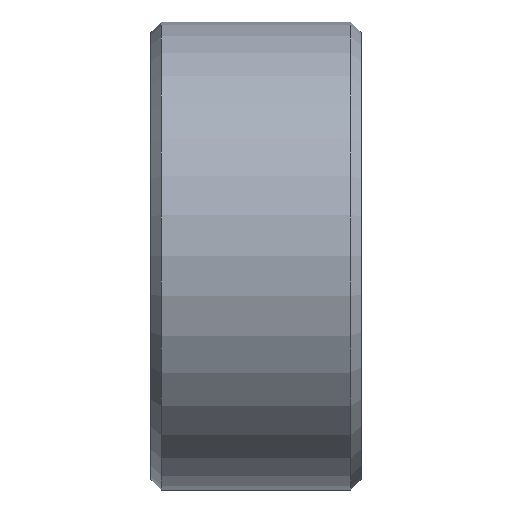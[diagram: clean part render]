
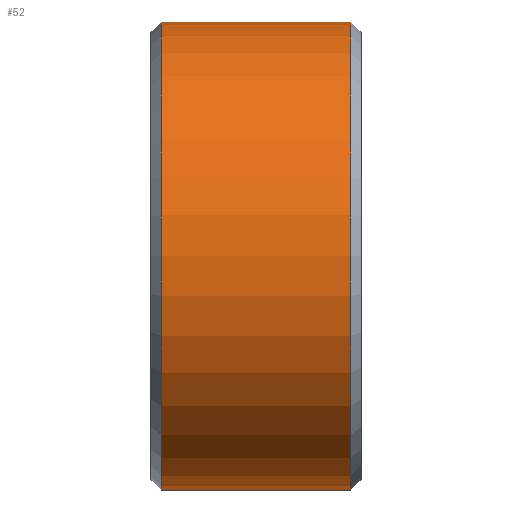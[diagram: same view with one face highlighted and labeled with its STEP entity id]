
A CAD part, top view. The second image highlights one B-rep face of the part: STEP entity #52.
In plain terms, the highlighted cylindrical face has radius 49 mm (diameter 98 mm), a partial arc.
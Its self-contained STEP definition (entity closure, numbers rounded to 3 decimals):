
#52=ADVANCED_FACE('',(#99),#100,.T.);
#99=FACE_OUTER_BOUND('',#195,.T.);
#100=CYLINDRICAL_SURFACE('',#196,49.0);
#195=EDGE_LOOP('',(#321,#322,#323,#324));
#196=AXIS2_PLACEMENT_3D('',#325,#326,#327);
#321=ORIENTED_EDGE('',*,*,#597,.F.);
#322=ORIENTED_EDGE('',*,*,#598,.T.);
#323=ORIENTED_EDGE('',*,*,#599,.F.);
#324=ORIENTED_EDGE('',*,*,#594,.F.);
#325=CARTESIAN_POINT('',(22.0,0.0,0.0));
#326=DIRECTION('',(1.0,0.0,0.0));
#327=DIRECTION('',(0.0,1.0,0.0));
#594=EDGE_CURVE('',#697,#700,#701,.T.);
#597=EDGE_CURVE('',#705,#697,#706,.T.);
#598=EDGE_CURVE('',#705,#707,#708,.T.);
#599=EDGE_CURVE('',#700,#707,#709,.T.);
#697=VERTEX_POINT('',#851);
#700=VERTEX_POINT('',#855);
#701=CIRCLE('',#856,49.0);
#705=VERTEX_POINT('',#861);
#706=LINE('',#862,#863);
#707=VERTEX_POINT('',#864);
#708=CIRCLE('',#865,49.0);
#709=LINE('',#866,#867);
#851=CARTESIAN_POINT('',(41.8,49.0,0.0));
#855=CARTESIAN_POINT('',(41.8,-49.0,0.));
#856=AXIS2_PLACEMENT_3D('',#1018,#1019,#1020);
#861=CARTESIAN_POINT('',(2.2,49.0,0.0));
#862=CARTESIAN_POINT('',(22.0,49.0,0.));
#863=VECTOR('',#1025,1.0);
#864=CARTESIAN_POINT('',(2.2,-49.0,0.));
#865=AXIS2_PLACEMENT_3D('',#1026,#1027,#1028);
#866=CARTESIAN_POINT('',(22.0,-49.0,0.));
#867=VECTOR('',#1029,1.0);
#1018=CARTESIAN_POINT('',(41.8,0.0,0.0));
#1019=DIRECTION('',(1.0,0.0,0.0));
#1020=DIRECTION('',(0.0,1.0,0.0));
#1025=DIRECTION('',(1.0,0.0,0.0));
#1026=CARTESIAN_POINT('',(2.2,0.0,0.0));
#1027=DIRECTION('',(1.0,0.0,0.0));
#1028=DIRECTION('',(0.0,1.0,0.0));
#1029=DIRECTION('',(-1.0,-0.0,-0.0));
